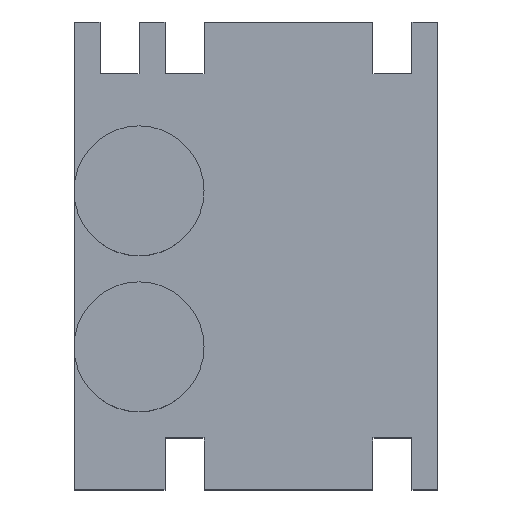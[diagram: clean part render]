
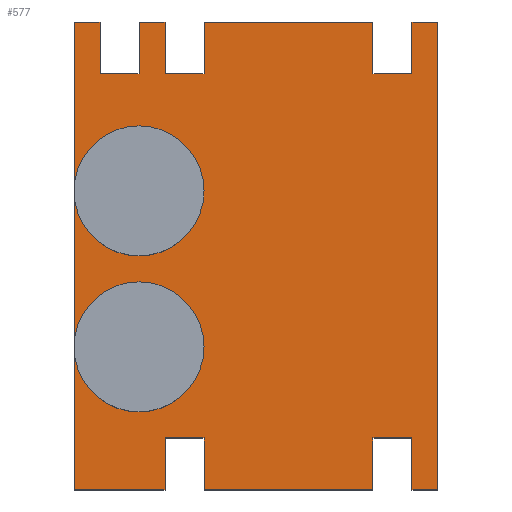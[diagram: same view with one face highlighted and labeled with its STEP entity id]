
A CAD part, top view. The second image highlights one B-rep face of the part: STEP entity #577.
In plain terms, the highlighted planar face has unit normal (0, 0, 1).
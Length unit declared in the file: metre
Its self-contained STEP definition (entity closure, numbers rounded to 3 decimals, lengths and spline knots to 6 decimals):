
#14=CIRCLE('',#792,0.0025);
#15=CIRCLE('',#793,0.0025);
#38=ORIENTED_EDGE('',*,*,#194,.F.);
#39=ORIENTED_EDGE('',*,*,#188,.T.);
#40=ORIENTED_EDGE('',*,*,#195,.T.);
#41=ORIENTED_EDGE('',*,*,#196,.T.);
#42=ORIENTED_EDGE('',*,*,#197,.F.);
#43=ORIENTED_EDGE('',*,*,#185,.T.);
#44=ORIENTED_EDGE('',*,*,#198,.F.);
#45=ORIENTED_EDGE('',*,*,#199,.F.);
#46=ORIENTED_EDGE('',*,*,#200,.F.);
#47=ORIENTED_EDGE('',*,*,#201,.F.);
#48=ORIENTED_EDGE('',*,*,#202,.F.);
#49=ORIENTED_EDGE('',*,*,#180,.F.);
#50=ORIENTED_EDGE('',*,*,#203,.T.);
#51=ORIENTED_EDGE('',*,*,#204,.T.);
#52=ORIENTED_EDGE('',*,*,#205,.F.);
#53=ORIENTED_EDGE('',*,*,#176,.F.);
#54=ORIENTED_EDGE('',*,*,#206,.T.);
#55=ORIENTED_EDGE('',*,*,#207,.F.);
#56=ORIENTED_EDGE('',*,*,#208,.F.);
#57=ORIENTED_EDGE('',*,*,#209,.F.);
#58=ORIENTED_EDGE('',*,*,#210,.T.);
#59=ORIENTED_EDGE('',*,*,#211,.T.);
#60=ORIENTED_EDGE('',*,*,#212,.T.);
#61=ORIENTED_EDGE('',*,*,#213,.T.);
#62=ORIENTED_EDGE('',*,*,#214,.F.);
#63=ORIENTED_EDGE('',*,*,#192,.T.);
#64=ORIENTED_EDGE('',*,*,#215,.T.);
#65=ORIENTED_EDGE('',*,*,#216,.F.);
#176=EDGE_CURVE('',#254,#255,#306,.T.);
#180=EDGE_CURVE('',#258,#259,#310,.T.);
#185=EDGE_CURVE('',#261,#263,#315,.T.);
#188=EDGE_CURVE('',#267,#266,#318,.T.);
#192=EDGE_CURVE('',#271,#270,#322,.T.);
#194=EDGE_CURVE('',#267,#272,#324,.T.);
#195=EDGE_CURVE('',#266,#273,#325,.T.);
#196=EDGE_CURVE('',#273,#274,#326,.T.);
#197=EDGE_CURVE('',#261,#274,#327,.T.);
#198=EDGE_CURVE('',#275,#263,#328,.T.);
#199=EDGE_CURVE('',#275,#275,#14,.T.);
#200=EDGE_CURVE('',#276,#275,#329,.T.);
#201=EDGE_CURVE('',#276,#276,#15,.T.);
#202=EDGE_CURVE('',#259,#276,#330,.T.);
#203=EDGE_CURVE('',#258,#277,#331,.T.);
#204=EDGE_CURVE('',#277,#278,#332,.T.);
#205=EDGE_CURVE('',#255,#278,#333,.T.);
#206=EDGE_CURVE('',#254,#279,#334,.T.);
#207=EDGE_CURVE('',#280,#279,#335,.T.);
#208=EDGE_CURVE('',#281,#280,#336,.T.);
#209=EDGE_CURVE('',#282,#281,#337,.T.);
#210=EDGE_CURVE('',#282,#283,#338,.T.);
#211=EDGE_CURVE('',#283,#284,#339,.T.);
#212=EDGE_CURVE('',#284,#285,#340,.T.);
#213=EDGE_CURVE('',#285,#286,#341,.T.);
#214=EDGE_CURVE('',#271,#286,#342,.T.);
#215=EDGE_CURVE('',#270,#287,#343,.T.);
#216=EDGE_CURVE('',#272,#287,#344,.T.);
#254=VERTEX_POINT('',#970);
#255=VERTEX_POINT('',#972);
#258=VERTEX_POINT('',#979);
#259=VERTEX_POINT('',#981);
#261=VERTEX_POINT('',#986);
#263=VERTEX_POINT('',#990);
#266=VERTEX_POINT('',#997);
#267=VERTEX_POINT('',#999);
#270=VERTEX_POINT('',#1006);
#271=VERTEX_POINT('',#1008);
#272=VERTEX_POINT('',#1012);
#273=VERTEX_POINT('',#1014);
#274=VERTEX_POINT('',#1016);
#275=VERTEX_POINT('',#1019);
#276=VERTEX_POINT('',#1022);
#277=VERTEX_POINT('',#1026);
#278=VERTEX_POINT('',#1028);
#279=VERTEX_POINT('',#1031);
#280=VERTEX_POINT('',#1033);
#281=VERTEX_POINT('',#1035);
#282=VERTEX_POINT('',#1037);
#283=VERTEX_POINT('',#1039);
#284=VERTEX_POINT('',#1041);
#285=VERTEX_POINT('',#1043);
#286=VERTEX_POINT('',#1045);
#287=VERTEX_POINT('',#1048);
#306=LINE('',#971,#380);
#310=LINE('',#980,#384);
#315=LINE('',#991,#389);
#318=LINE('',#998,#392);
#322=LINE('',#1007,#396);
#324=LINE('',#1011,#398);
#325=LINE('',#1013,#399);
#326=LINE('',#1015,#400);
#327=LINE('',#1017,#401);
#328=LINE('',#1018,#402);
#329=LINE('',#1021,#403);
#330=LINE('',#1024,#404);
#331=LINE('',#1025,#405);
#332=LINE('',#1027,#406);
#333=LINE('',#1029,#407);
#334=LINE('',#1030,#408);
#335=LINE('',#1032,#409);
#336=LINE('',#1034,#410);
#337=LINE('',#1036,#411);
#338=LINE('',#1038,#412);
#339=LINE('',#1040,#413);
#340=LINE('',#1042,#414);
#341=LINE('',#1044,#415);
#342=LINE('',#1046,#416);
#343=LINE('',#1047,#417);
#344=LINE('',#1049,#418);
#380=VECTOR('',#826,1.);
#384=VECTOR('',#832,1.);
#389=VECTOR('',#839,1.);
#392=VECTOR('',#844,1.);
#396=VECTOR('',#850,1.);
#398=VECTOR('',#854,1.);
#399=VECTOR('',#855,1.);
#400=VECTOR('',#856,1.);
#401=VECTOR('',#857,1.);
#402=VECTOR('',#858,1.);
#403=VECTOR('',#861,1.);
#404=VECTOR('',#864,1.);
#405=VECTOR('',#865,1.);
#406=VECTOR('',#866,1.);
#407=VECTOR('',#867,1.);
#408=VECTOR('',#868,1.);
#409=VECTOR('',#869,1.);
#410=VECTOR('',#870,1.);
#411=VECTOR('',#871,1.);
#412=VECTOR('',#872,1.);
#413=VECTOR('',#873,1.);
#414=VECTOR('',#874,1.);
#415=VECTOR('',#875,1.);
#416=VECTOR('',#876,1.);
#417=VECTOR('',#877,1.);
#418=VECTOR('',#878,1.);
#457=EDGE_LOOP('',(#38,#39,#40,#41,#42,#43,#44,#45,#46,#47,#48,#49,#50,
#51,#52,#53,#54,#55,#56,#57,#58,#59,#60,#61,#62,#63,#64,#65));
#489=FACE_BOUND('',#457,.T.);
#521=PLANE('',#791);
#577=ADVANCED_FACE('',(#489),#521,.T.);
#791=AXIS2_PLACEMENT_3D('',#1010,#852,#853);
#792=AXIS2_PLACEMENT_3D('',#1020,#859,#860);
#793=AXIS2_PLACEMENT_3D('',#1023,#862,#863);
#826=DIRECTION('',(-1.,0.,0.));
#832=DIRECTION('',(-1.,0.,0.));
#839=DIRECTION('',(-1.,0.,0.));
#844=DIRECTION('',(-1.,0.,0.));
#850=DIRECTION('',(-1.,0.,0.));
#852=DIRECTION('',(0.,0.,1.));
#853=DIRECTION('',(1.,0.,0.));
#854=DIRECTION('',(0.,-1.,0.));
#855=DIRECTION('',(0.,-1.,0.));
#856=DIRECTION('',(-1.,0.,0.));
#857=DIRECTION('',(0.,-1.,0.));
#858=DIRECTION('',(0.,1.,0.));
#859=DIRECTION('',(0.,0.,1.));
#860=DIRECTION('',(1.,0.,0.));
#861=DIRECTION('',(0.,1.,0.));
#862=DIRECTION('',(0.,0.,1.));
#863=DIRECTION('',(1.,0.,0.));
#864=DIRECTION('',(0.,1.,0.));
#865=DIRECTION('',(0.,1.,0.));
#866=DIRECTION('',(1.,0.,0.));
#867=DIRECTION('',(0.,1.,0.));
#868=DIRECTION('',(0.,1.,0.));
#869=DIRECTION('',(-1.,0.,0.));
#870=DIRECTION('',(0.,1.,0.));
#871=DIRECTION('',(-1.,0.,0.));
#872=DIRECTION('',(0.,1.,0.));
#873=DIRECTION('',(-1.,0.,0.));
#874=DIRECTION('',(0.,-1.,0.));
#875=DIRECTION('',(-1.,0.,0.));
#876=DIRECTION('',(0.,-1.,0.));
#877=DIRECTION('',(0.,-1.,0.));
#878=DIRECTION('',(1.,0.,0.));
#970=CARTESIAN_POINT('',(0.0045,-0.009,0.001));
#971=CARTESIAN_POINT('',(0.,-0.009,0.001));
#972=CARTESIAN_POINT('',(-0.002,-0.009,0.001));
#979=CARTESIAN_POINT('',(-0.0035,-0.009,0.001));
#980=CARTESIAN_POINT('',(0.,-0.009,0.001));
#981=CARTESIAN_POINT('',(-0.007,-0.009,0.001));
#986=CARTESIAN_POINT('',(-0.006,0.009,0.001));
#990=CARTESIAN_POINT('',(-0.007,0.009,0.001));
#991=CARTESIAN_POINT('',(0.,0.009,0.001));
#997=CARTESIAN_POINT('',(-0.0045,0.009,0.001));
#998=CARTESIAN_POINT('',(0.,0.009,0.001));
#999=CARTESIAN_POINT('',(-0.0035,0.009,0.001));
#1006=CARTESIAN_POINT('',(-0.002,0.009,0.001));
#1007=CARTESIAN_POINT('',(0.,0.009,0.001));
#1008=CARTESIAN_POINT('',(0.0045,0.009,0.001));
#1010=CARTESIAN_POINT('',(0.,0.,0.001));
#1011=CARTESIAN_POINT('',(-0.0035,0.008,0.001));
#1012=CARTESIAN_POINT('',(-0.0035,0.007,0.001));
#1013=CARTESIAN_POINT('',(-0.0045,0.008,0.001));
#1014=CARTESIAN_POINT('',(-0.0045,0.007,0.001));
#1015=CARTESIAN_POINT('',(-0.00525,0.007,0.001));
#1016=CARTESIAN_POINT('',(-0.006,0.007,0.001));
#1017=CARTESIAN_POINT('',(-0.006,0.008,0.001));
#1018=CARTESIAN_POINT('',(-0.007,0.,0.001));
#1019=CARTESIAN_POINT('',(-0.007,0.0025,0.001));
#1020=CARTESIAN_POINT('',(-0.0045,0.0025,0.001));
#1021=CARTESIAN_POINT('',(-0.007,0.,0.001));
#1022=CARTESIAN_POINT('',(-0.007,-0.0035,0.001));
#1023=CARTESIAN_POINT('',(-0.0045,-0.0035,0.001));
#1024=CARTESIAN_POINT('',(-0.007,0.,0.001));
#1025=CARTESIAN_POINT('',(-0.0035,-0.008,0.001));
#1026=CARTESIAN_POINT('',(-0.0035,-0.007,0.001));
#1027=CARTESIAN_POINT('',(-0.00275,-0.007,0.001));
#1028=CARTESIAN_POINT('',(-0.002,-0.007,0.001));
#1029=CARTESIAN_POINT('',(-0.002,-0.008,0.001));
#1030=CARTESIAN_POINT('',(0.0045,-0.008,0.001));
#1031=CARTESIAN_POINT('',(0.0045,-0.007,0.001));
#1032=CARTESIAN_POINT('',(0.00525,-0.007,0.001));
#1033=CARTESIAN_POINT('',(0.006,-0.007,0.001));
#1034=CARTESIAN_POINT('',(0.006,-0.008,0.001));
#1035=CARTESIAN_POINT('',(0.006,-0.009,0.001));
#1036=CARTESIAN_POINT('',(0.,-0.009,0.001));
#1037=CARTESIAN_POINT('',(0.007,-0.009,0.001));
#1038=CARTESIAN_POINT('',(0.007,0.,0.001));
#1039=CARTESIAN_POINT('',(0.007,0.009,0.001));
#1040=CARTESIAN_POINT('',(0.,0.009,0.001));
#1041=CARTESIAN_POINT('',(0.006,0.009,0.001));
#1042=CARTESIAN_POINT('',(0.006,0.008,0.001));
#1043=CARTESIAN_POINT('',(0.006,0.007,0.001));
#1044=CARTESIAN_POINT('',(0.00525,0.007,0.001));
#1045=CARTESIAN_POINT('',(0.0045,0.007,0.001));
#1046=CARTESIAN_POINT('',(0.0045,0.008,0.001));
#1047=CARTESIAN_POINT('',(-0.002,0.008,0.001));
#1048=CARTESIAN_POINT('',(-0.002,0.007,0.001));
#1049=CARTESIAN_POINT('',(-0.00275,0.007,0.001));
